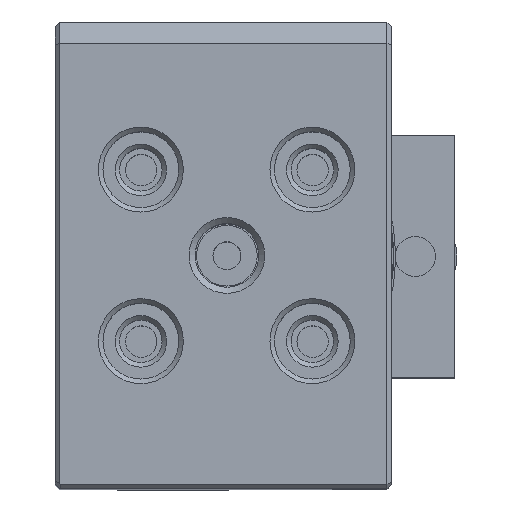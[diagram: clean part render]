
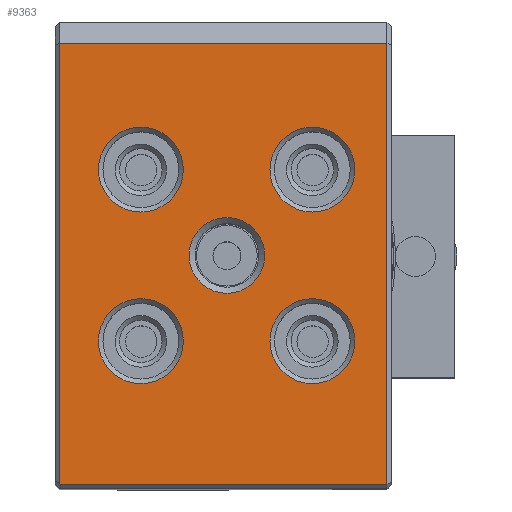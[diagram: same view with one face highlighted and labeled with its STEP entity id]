
A CAD part, top view. The second image highlights one B-rep face of the part: STEP entity #9363.
In plain terms, the highlighted planar face has unit normal (0, 0, 1).
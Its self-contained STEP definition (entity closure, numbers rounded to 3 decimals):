
#175=FACE_BOUND('',#3251,.T.);
#176=FACE_BOUND('',#3252,.T.);
#177=FACE_BOUND('',#3253,.T.);
#178=FACE_BOUND('',#3254,.T.);
#179=FACE_BOUND('',#3255,.T.);
#1132=LINE('',#16372,#1935);
#1135=LINE('',#16378,#1938);
#1136=LINE('',#16380,#1939);
#1137=LINE('',#16381,#1940);
#1138=LINE('',#16382,#1941);
#1935=VECTOR('',#12474,21.59);
#1938=VECTOR('',#12479,0.07);
#1939=VECTOR('',#12480,21.547);
#1940=VECTOR('',#12481,29.1);
#1941=VECTOR('',#12482,29.044);
#2655=FACE_OUTER_BOUND('',#3250,.T.);
#3250=EDGE_LOOP('',(#8207,#8208,#8209,#8210,#8211));
#3251=EDGE_LOOP('',(#8212));
#3252=EDGE_LOOP('',(#8213));
#3253=EDGE_LOOP('',(#8214));
#3254=EDGE_LOOP('',(#8215));
#3255=EDGE_LOOP('',(#8216));
#3669=CIRCLE('',#10210,2.5);
#3670=CIRCLE('',#10211,2.8);
#3671=CIRCLE('',#10212,2.8);
#3672=CIRCLE('',#10213,2.8);
#3673=CIRCLE('',#10214,2.8);
#4487=VERTEX_POINT('',#16370);
#4488=VERTEX_POINT('',#16371);
#4489=VERTEX_POINT('',#16376);
#4490=VERTEX_POINT('',#16377);
#4491=VERTEX_POINT('',#16379);
#4492=VERTEX_POINT('',#16383);
#4493=VERTEX_POINT('',#16385);
#4494=VERTEX_POINT('',#16387);
#4495=VERTEX_POINT('',#16389);
#4496=VERTEX_POINT('',#16391);
#5747=EDGE_CURVE('',#4487,#4488,#1132,.T.);
#5750=EDGE_CURVE('',#4489,#4490,#1135,.T.);
#5751=EDGE_CURVE('',#4490,#4491,#1136,.T.);
#5752=EDGE_CURVE('',#4491,#4487,#1137,.T.);
#5753=EDGE_CURVE('',#4488,#4489,#1138,.T.);
#5754=EDGE_CURVE('',#4492,#4492,#3669,.T.);
#5755=EDGE_CURVE('',#4493,#4493,#3670,.T.);
#5756=EDGE_CURVE('',#4494,#4494,#3671,.T.);
#5757=EDGE_CURVE('',#4495,#4495,#3672,.T.);
#5758=EDGE_CURVE('',#4496,#4496,#3673,.T.);
#8207=ORIENTED_EDGE('',*,*,#5750,.T.);
#8208=ORIENTED_EDGE('',*,*,#5751,.T.);
#8209=ORIENTED_EDGE('',*,*,#5752,.T.);
#8210=ORIENTED_EDGE('',*,*,#5747,.T.);
#8211=ORIENTED_EDGE('',*,*,#5753,.T.);
#8212=ORIENTED_EDGE('',*,*,#5754,.F.);
#8213=ORIENTED_EDGE('',*,*,#5755,.T.);
#8214=ORIENTED_EDGE('',*,*,#5756,.T.);
#8215=ORIENTED_EDGE('',*,*,#5757,.T.);
#8216=ORIENTED_EDGE('',*,*,#5758,.T.);
#8885=PLANE('',#10209);
#9363=ADVANCED_FACE('',(#2655,#175,#176,#177,#178,#179),#8885,.F.);
#10209=AXIS2_PLACEMENT_3D('',#16375,#12477,#12478);
#10210=AXIS2_PLACEMENT_3D('',#16384,#12483,#12484);
#10211=AXIS2_PLACEMENT_3D('',#16386,#12485,#12486);
#10212=AXIS2_PLACEMENT_3D('',#16388,#12487,#12488);
#10213=AXIS2_PLACEMENT_3D('',#16390,#12489,#12490);
#10214=AXIS2_PLACEMENT_3D('',#16392,#12491,#12492);
#12474=DIRECTION('',(-1.,0.,0.));
#12477=DIRECTION('center_axis',(0.,0.,-1.));
#12478=DIRECTION('ref_axis',(0.,1.,0.));
#12479=DIRECTION('',(0.608,-0.794,0.));
#12480=DIRECTION('',(1.,0.,0.));
#12481=DIRECTION('',(0.,1.,0.));
#12482=DIRECTION('',(0.,-1.,0.));
#12483=DIRECTION('center_axis',(0.,0.,1.));
#12484=DIRECTION('ref_axis',(1.,0.,0.));
#12485=DIRECTION('center_axis',(0.,0.,-1.));
#12486=DIRECTION('ref_axis',(1.,0.,0.));
#12487=DIRECTION('center_axis',(0.,0.,-1.));
#12488=DIRECTION('ref_axis',(1.,0.,0.));
#12489=DIRECTION('center_axis',(0.,0.,-1.));
#12490=DIRECTION('ref_axis',(1.,0.,0.));
#12491=DIRECTION('center_axis',(0.,0.,-1.));
#12492=DIRECTION('ref_axis',(1.,0.,0.));
#16370=CARTESIAN_POINT('',(12.95,14.,62.5));
#16371=CARTESIAN_POINT('',(-8.64,14.,62.5));
#16372=CARTESIAN_POINT('',(12.95,14.,62.5));
#16375=CARTESIAN_POINT('Origin',(46.778,-14.,62.5));
#16376=CARTESIAN_POINT('',(-8.64,-15.044,62.5));
#16377=CARTESIAN_POINT('',(-8.597,-15.1,62.5));
#16378=CARTESIAN_POINT('',(-8.64,-15.044,62.5));
#16379=CARTESIAN_POINT('',(12.95,-15.1,62.5));
#16380=CARTESIAN_POINT('',(-8.597,-15.1,62.5));
#16381=CARTESIAN_POINT('',(12.95,-15.1,62.5));
#16382=CARTESIAN_POINT('',(-8.64,14.,62.5));
#16383=CARTESIAN_POINT('',(-0.1,0.,62.5));
#16384=CARTESIAN_POINT('Origin',(2.4,0.,62.5));
#16385=CARTESIAN_POINT('',(-6.078,5.658,62.5));
#16386=CARTESIAN_POINT('Origin',(-3.278,5.658,62.5));
#16387=CARTESIAN_POINT('',(5.235,5.658,62.5));
#16388=CARTESIAN_POINT('Origin',(8.035,5.658,62.5));
#16389=CARTESIAN_POINT('',(-6.078,-5.655,62.5));
#16390=CARTESIAN_POINT('Origin',(-3.278,-5.655,62.5));
#16391=CARTESIAN_POINT('',(5.235,-5.655,62.5));
#16392=CARTESIAN_POINT('Origin',(8.035,-5.655,62.5));
